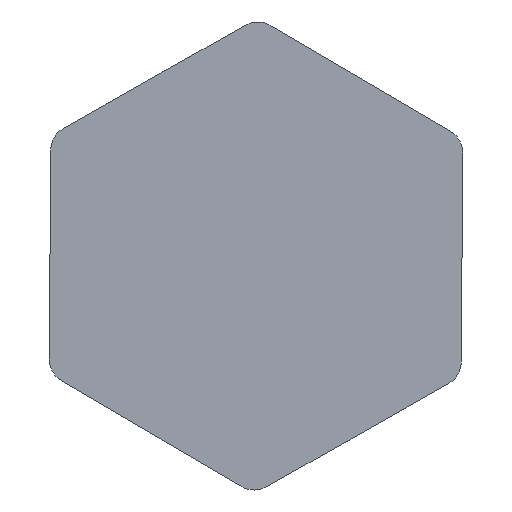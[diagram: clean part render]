
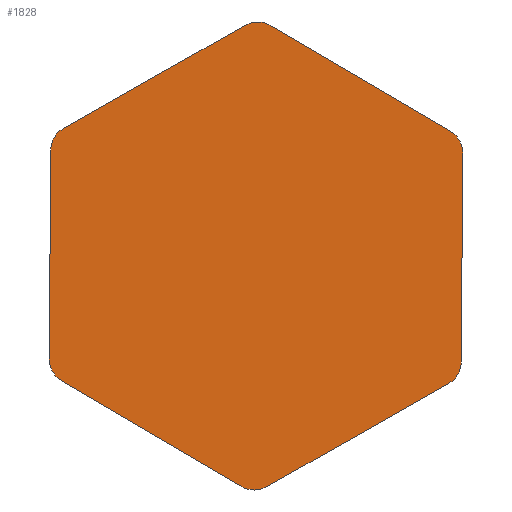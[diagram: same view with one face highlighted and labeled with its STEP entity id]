
A CAD part, front view. The second image highlights one B-rep face of the part: STEP entity #1828.
In plain terms, the highlighted planar face has unit normal (0, -1, 0).
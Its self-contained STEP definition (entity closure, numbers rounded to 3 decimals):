
#62 = VERTEX_POINT ( 'NONE', #739 ) ;
#67 = CARTESIAN_POINT ( 'NONE',  ( 538.528, -20.783, -494.843 ) ) ;
#99 = FACE_OUTER_BOUND ( 'NONE', #2466, .T. ) ;
#163 = ORIENTED_EDGE ( 'NONE', *, *, #3290, .T. ) ;
#181 = CARTESIAN_POINT ( 'NONE',  ( 467.072, -20.783, -450.105 ) ) ;
#206 = CARTESIAN_POINT ( 'NONE',  ( 540.898, -20.783, -499.018 ) ) ;
#209 = CIRCLE ( 'NONE', #587, 4.8 ) ;
#210 = ORIENTED_EDGE ( 'NONE', *, *, #931, .T. ) ;
#289 = CARTESIAN_POINT ( 'NONE',  ( 543.328, -20.783, -494.878 ) ) ;
#291 = DIRECTION ( 'NONE',  ( 0., -1., 0. ) ) ;
#330 = ORIENTED_EDGE ( 'NONE', *, *, #451, .T. ) ;
#332 = CARTESIAN_POINT ( 'NONE',  ( 540.898, -20.783, -499.018 ) ) ;
#383 = EDGE_CURVE ( 'NONE', #1252, #1688, #2268, .T. ) ;
#396 = CARTESIAN_POINT ( 'NONE',  ( 538.528, -20.783, -494.843 ) ) ;
#418 = VERTEX_POINT ( 'NONE', #2890 ) ;
#451 = EDGE_CURVE ( 'NONE', #1755, #2725, #2331, .T. ) ;
#453 = DIRECTION ( 'NONE',  ( 0., -1., 0. ) ) ;
#473 = VECTOR ( 'NONE', #2825, 1000. ) ;
#478 = ORIENTED_EDGE ( 'NONE', *, *, #1453, .T. ) ;
#487 = VECTOR ( 'NONE', #2910, 1000. ) ;
#508 = LINE ( 'NONE', #181, #995 ) ;
#521 = VERTEX_POINT ( 'NONE', #1502 ) ;
#548 = CARTESIAN_POINT ( 'NONE',  ( 503.692, -20.783, -514.618 ) ) ;
#549 = VERTEX_POINT ( 'NONE', #1395 ) ;
#572 = VECTOR ( 'NONE', #1580, 1000. ) ;
#587 = AXIS2_PLACEMENT_3D ( 'NONE', #548, #3388, #2900 ) ;
#626 = LINE ( 'NONE', #2162, #1799 ) ;
#723 = DIRECTION ( 'NONE',  ( 0., 0., -1. ) ) ;
#739 = CARTESIAN_POINT ( 'NONE',  ( 464.642, -20.783, -454.245 ) ) ;
#751 = AXIS2_PLACEMENT_3D ( 'NONE', #1167, #2211, #2492 ) ;
#804 = EDGE_CURVE ( 'NONE', #62, #858, #2636, .T. ) ;
#858 = VERTEX_POINT ( 'NONE', #1080 ) ;
#926 = AXIS2_PLACEMENT_3D ( 'NONE', #3373, #3072, #723 ) ;
#931 = EDGE_CURVE ( 'NONE', #1688, #418, #2120, .T. ) ;
#951 = CARTESIAN_POINT ( 'NONE',  ( 506.708, -20.783, -430.366 ) ) ;
#995 = VECTOR ( 'NONE', #2334, 1000. ) ;
#1040 = EDGE_CURVE ( 'NONE', #858, #1755, #2232, .T. ) ;
#1080 = CARTESIAN_POINT ( 'NONE',  ( 464.349, -20.783, -494.301 ) ) ;
#1096 = CARTESIAN_POINT ( 'NONE',  ( 501.908, -20.783, -430.331 ) ) ;
#1167 = CARTESIAN_POINT ( 'NONE',  ( 469.149, -20.783, -494.336 ) ) ;
#1204 = CIRCLE ( 'NONE', #1363, 4.8 ) ;
#1217 = CARTESIAN_POINT ( 'NONE',  ( 504.278, -20.783, -434.505 ) ) ;
#1241 = ORIENTED_EDGE ( 'NONE', *, *, #2670, .T. ) ;
#1252 = VERTEX_POINT ( 'NONE', #289 ) ;
#1256 = AXIS2_PLACEMENT_3D ( 'NONE', #1610, #291, #2679 ) ;
#1296 = CARTESIAN_POINT ( 'NONE',  ( 503.692, -20.783, -519.418 ) ) ;
#1363 = AXIS2_PLACEMENT_3D ( 'NONE', #396, #3333, #2814 ) ;
#1395 = CARTESIAN_POINT ( 'NONE',  ( 506.062, -20.783, -518.792 ) ) ;
#1418 = CIRCLE ( 'NONE', #2071, 4.8 ) ;
#1426 = DIRECTION ( 'NONE',  ( 0., 0., -1. ) ) ;
#1453 = EDGE_CURVE ( 'NONE', #418, #1684, #626, .T. ) ;
#1457 = VECTOR ( 'NONE', #1519, 1000. ) ;
#1502 = CARTESIAN_POINT ( 'NONE',  ( 467.072, -20.783, -450.105 ) ) ;
#1519 = DIRECTION ( 'NONE',  ( 0.862, 0., -0.506 ) ) ;
#1527 = AXIS2_PLACEMENT_3D ( 'NONE', #67, #1915, #1426 ) ;
#1572 = LINE ( 'NONE', #332, #487 ) ;
#1580 = DIRECTION ( 'NONE',  ( -0.007, 0., -1. ) ) ;
#1610 = CARTESIAN_POINT ( 'NONE',  ( 538.821, -20.783, -454.787 ) ) ;
#1658 = EDGE_CURVE ( 'NONE', #3266, #1252, #1204, .T. ) ;
#1684 = VERTEX_POINT ( 'NONE', #951 ) ;
#1688 = VERTEX_POINT ( 'NONE', #2793 ) ;
#1699 = EDGE_CURVE ( 'NONE', #1796, #549, #1418, .T. ) ;
#1721 = EDGE_CURVE ( 'NONE', #521, #62, #2731, .T. ) ;
#1755 = VERTEX_POINT ( 'NONE', #2638 ) ;
#1763 = EDGE_CURVE ( 'NONE', #2725, #1796, #209, .T. ) ;
#1796 = VERTEX_POINT ( 'NONE', #1296 ) ;
#1799 = VECTOR ( 'NONE', #1917, 1000. ) ;
#1828 = ADVANCED_FACE ( 'NONE', ( #99 ), #1930, .T. ) ;
#1915 = DIRECTION ( 'NONE',  ( 0., -1., 0. ) ) ;
#1917 = DIRECTION ( 'NONE',  ( -0.862, 0., 0.506 ) ) ;
#1930 = PLANE ( 'NONE',  #1527 ) ;
#1937 = ORIENTED_EDGE ( 'NONE', *, *, #1699, .T. ) ;
#1962 = ORIENTED_EDGE ( 'NONE', *, *, #1721, .T. ) ;
#1986 = CARTESIAN_POINT ( 'NONE',  ( 503.692, -20.783, -514.618 ) ) ;
#2000 = CARTESIAN_POINT ( 'NONE',  ( 543.621, -20.783, -454.822 ) ) ;
#2071 = AXIS2_PLACEMENT_3D ( 'NONE', #1986, #453, #2548 ) ;
#2107 = ORIENTED_EDGE ( 'NONE', *, *, #2572, .T. ) ;
#2120 = CIRCLE ( 'NONE', #1256, 4.8 ) ;
#2155 = ORIENTED_EDGE ( 'NONE', *, *, #804, .T. ) ;
#2162 = CARTESIAN_POINT ( 'NONE',  ( 506.708, -20.783, -430.366 ) ) ;
#2211 = DIRECTION ( 'NONE',  ( 0., -1., 0. ) ) ;
#2232 = CIRCLE ( 'NONE', #751, 4.8 ) ;
#2268 = LINE ( 'NONE', #2000, #473 ) ;
#2331 = LINE ( 'NONE', #2606, #1457 ) ;
#2334 = DIRECTION ( 'NONE',  ( -0.87, 0., -0.494 ) ) ;
#2367 = ORIENTED_EDGE ( 'NONE', *, *, #1040, .T. ) ;
#2372 = VERTEX_POINT ( 'NONE', #1096 ) ;
#2380 = ORIENTED_EDGE ( 'NONE', *, *, #1658, .T. ) ;
#2466 = EDGE_LOOP ( 'NONE', ( #2380, #2639, #210, #478, #163, #2107, #1962, #2155, #2367, #330, #2837, #1937, #1241 ) ) ;
#2492 = DIRECTION ( 'NONE',  ( 0., 0., -1. ) ) ;
#2548 = DIRECTION ( 'NONE',  ( 0., 0., -1. ) ) ;
#2572 = EDGE_CURVE ( 'NONE', #2372, #521, #508, .T. ) ;
#2606 = CARTESIAN_POINT ( 'NONE',  ( 501.262, -20.783, -518.757 ) ) ;
#2636 = LINE ( 'NONE', #3403, #572 ) ;
#2638 = CARTESIAN_POINT ( 'NONE',  ( 466.718, -20.783, -498.475 ) ) ;
#2639 = ORIENTED_EDGE ( 'NONE', *, *, #383, .T. ) ;
#2670 = EDGE_CURVE ( 'NONE', #549, #3266, #1572, .T. ) ;
#2679 = DIRECTION ( 'NONE',  ( 0., 0., -1. ) ) ;
#2725 = VERTEX_POINT ( 'NONE', #3254 ) ;
#2731 = CIRCLE ( 'NONE', #926, 4.8 ) ;
#2793 = CARTESIAN_POINT ( 'NONE',  ( 543.621, -20.783, -454.822 ) ) ;
#2814 = DIRECTION ( 'NONE',  ( 0., 0., -1. ) ) ;
#2824 = CIRCLE ( 'NONE', #3263, 4.8 ) ;
#2825 = DIRECTION ( 'NONE',  ( 0.007, 0., 1. ) ) ;
#2837 = ORIENTED_EDGE ( 'NONE', *, *, #1763, .T. ) ;
#2890 = CARTESIAN_POINT ( 'NONE',  ( 541.251, -20.783, -450.648 ) ) ;
#2900 = DIRECTION ( 'NONE',  ( 0., 0., -1. ) ) ;
#2910 = DIRECTION ( 'NONE',  ( 0.87, 0., 0.494 ) ) ;
#3072 = DIRECTION ( 'NONE',  ( 0., -1., 0. ) ) ;
#3254 = CARTESIAN_POINT ( 'NONE',  ( 501.262, -20.783, -518.757 ) ) ;
#3263 = AXIS2_PLACEMENT_3D ( 'NONE', #1217, #3334, #3356 ) ;
#3266 = VERTEX_POINT ( 'NONE', #206 ) ;
#3290 = EDGE_CURVE ( 'NONE', #1684, #2372, #2824, .T. ) ;
#3333 = DIRECTION ( 'NONE',  ( 0., -1., 0. ) ) ;
#3334 = DIRECTION ( 'NONE',  ( 0., -1., 0. ) ) ;
#3356 = DIRECTION ( 'NONE',  ( 0., 0., -1. ) ) ;
#3373 = CARTESIAN_POINT ( 'NONE',  ( 469.441, -20.783, -454.28 ) ) ;
#3388 = DIRECTION ( 'NONE',  ( 0., -1., 0. ) ) ;
#3403 = CARTESIAN_POINT ( 'NONE',  ( 464.349, -20.783, -494.301 ) ) ;
